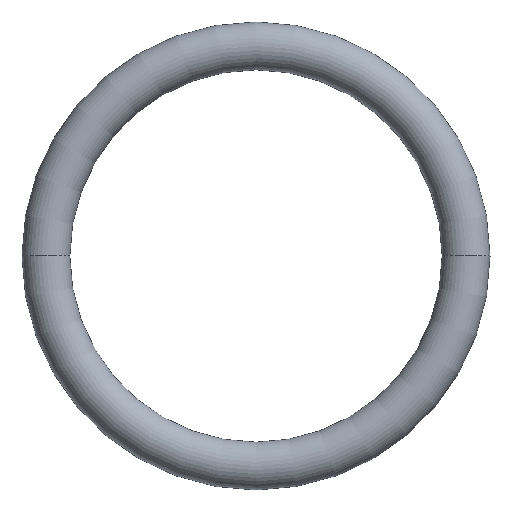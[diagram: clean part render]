
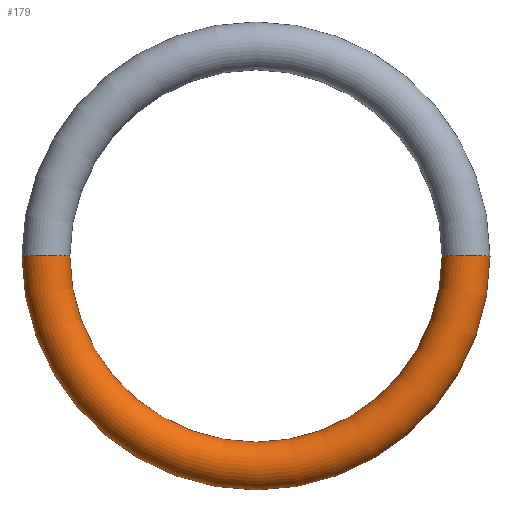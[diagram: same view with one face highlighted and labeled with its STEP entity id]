
A CAD part, top view. The second image highlights one B-rep face of the part: STEP entity #179.
In plain terms, the highlighted toroidal (fillet/blend) face has major radius 7.9 mm and minor radius 0.9 mm.
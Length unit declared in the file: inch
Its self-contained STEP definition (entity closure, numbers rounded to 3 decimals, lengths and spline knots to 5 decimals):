
#18 = VERTEX_POINT ( 'NONE', #226 ) ;
#19 = ORIENTED_EDGE ( 'NONE', *, *, #161, .F. ) ;
#25 = DIRECTION ( 'NONE',  ( 0., 0., 1. ) ) ;
#27 = DIRECTION ( 'NONE',  ( 0., 0., 1. ) ) ;
#37 = VERTEX_POINT ( 'NONE', #124 ) ;
#47 = CARTESIAN_POINT ( 'NONE',  ( 0., 0., 0. ) ) ;
#50 = EDGE_CURVE ( 'NONE', #18, #77, #148, .T. ) ;
#53 = ORIENTED_EDGE ( 'NONE', *, *, #182, .F. ) ;
#60 = AXIS2_PLACEMENT_3D ( 'NONE', #194, #27, #109 ) ;
#67 = AXIS2_PLACEMENT_3D ( 'NONE', #149, #165, #197 ) ;
#68 = CARTESIAN_POINT ( 'NONE',  ( 0.27559, 0., 0. ) ) ;
#75 = EDGE_LOOP ( 'NONE', ( #53, #96, #86, #19 ) ) ;
#77 = VERTEX_POINT ( 'NONE', #68 ) ;
#86 = ORIENTED_EDGE ( 'NONE', *, *, #50, .T. ) ;
#93 = DIRECTION ( 'NONE',  ( 1., 0., 0. ) ) ;
#96 = ORIENTED_EDGE ( 'NONE', *, *, #110, .T. ) ;
#102 = CARTESIAN_POINT ( 'NONE',  ( 0.31102, 0., 0. ) ) ;
#109 = DIRECTION ( 'NONE',  ( 1., 0., 0. ) ) ;
#110 = EDGE_CURVE ( 'NONE', #178, #18, #238, .T. ) ;
#119 = TOROIDAL_SURFACE ( 'NONE', #152, 0.31102, 0.03543 ) ;
#124 = CARTESIAN_POINT ( 'NONE',  ( -0.27559, 0., 0. ) ) ;
#143 = DIRECTION ( 'NONE',  ( 1., 0., 0. ) ) ;
#148 = CIRCLE ( 'NONE', #236, 0.03543 ) ;
#149 = CARTESIAN_POINT ( 'NONE',  ( -0.31102, 0., 0. ) ) ;
#152 = AXIS2_PLACEMENT_3D ( 'NONE', #47, #199, #93 ) ;
#157 = DIRECTION ( 'NONE',  ( 0., -1., 0. ) ) ;
#161 = EDGE_CURVE ( 'NONE', #37, #77, #171, .T. ) ;
#165 = DIRECTION ( 'NONE',  ( 0., 1., 0. ) ) ;
#170 = CARTESIAN_POINT ( 'NONE',  ( -0.34646, 0., 0. ) ) ;
#171 = CIRCLE ( 'NONE', #60, 0.27559 ) ;
#178 = VERTEX_POINT ( 'NONE', #170 ) ;
#179 = ADVANCED_FACE ( 'NONE', ( #217 ), #119, .T. ) ;
#182 = EDGE_CURVE ( 'NONE', #178, #37, #212, .T. ) ;
#194 = CARTESIAN_POINT ( 'NONE',  ( 0., 0., 0. ) ) ;
#196 = CARTESIAN_POINT ( 'NONE',  ( 0., 0., 0. ) ) ;
#197 = DIRECTION ( 'NONE',  ( -1., 0., 0. ) ) ;
#199 = DIRECTION ( 'NONE',  ( 0., 0., 1. ) ) ;
#210 = AXIS2_PLACEMENT_3D ( 'NONE', #196, #25, #143 ) ;
#212 = CIRCLE ( 'NONE', #67, 0.03543 ) ;
#217 = FACE_OUTER_BOUND ( 'NONE', #75, .T. ) ;
#226 = CARTESIAN_POINT ( 'NONE',  ( 0.34646, 0., 0. ) ) ;
#229 = DIRECTION ( 'NONE',  ( 0., 0., -1. ) ) ;
#236 = AXIS2_PLACEMENT_3D ( 'NONE', #102, #157, #229 ) ;
#238 = CIRCLE ( 'NONE', #210, 0.34646 ) ;
